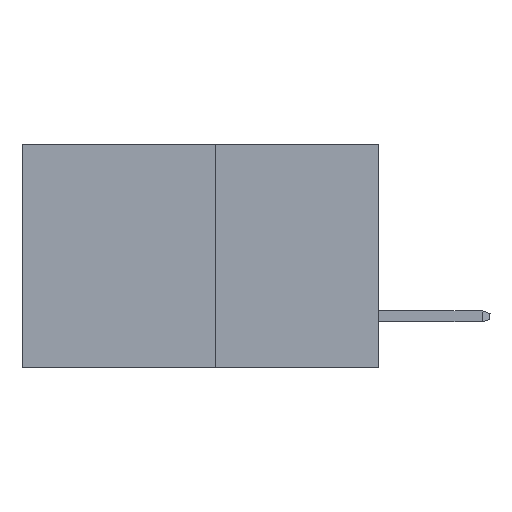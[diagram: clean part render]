
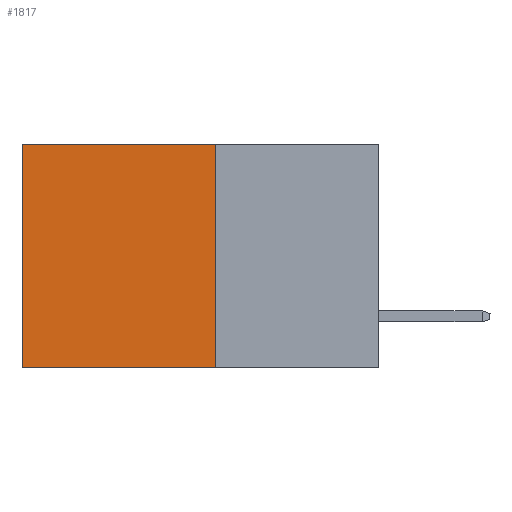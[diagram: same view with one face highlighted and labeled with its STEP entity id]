
A CAD part, left-side view. The second image highlights one B-rep face of the part: STEP entity #1817.
In plain terms, the highlighted planar face has unit normal (-1, 0, 0).
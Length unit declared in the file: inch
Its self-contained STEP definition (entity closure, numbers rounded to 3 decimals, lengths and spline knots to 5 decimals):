
#70 = DIRECTION ( 'NONE',  ( 0., 0., -1. ) ) ;
#212 = DIRECTION ( 'NONE',  ( 1., 0., 0. ) ) ;
#688 = VERTEX_POINT ( 'NONE', #2301 ) ;
#745 = CARTESIAN_POINT ( 'NONE',  ( 0.277, 0.27, -0.37 ) ) ;
#833 = CARTESIAN_POINT ( 'NONE',  ( 0.277, 0.59, -0.37 ) ) ;
#1052 = DIRECTION ( 'NONE',  ( 0., 0., -1. ) ) ;
#1454 = EDGE_CURVE ( 'NONE', #4286, #688, #1628, .T. ) ;
#1587 = DIRECTION ( 'NONE',  ( 0., 1., 0. ) ) ;
#1628 = LINE ( 'NONE', #7623, #6218 ) ;
#1817 = ADVANCED_FACE ( 'NONE', ( #2013 ), #4217, .F. ) ;
#1915 = VERTEX_POINT ( 'NONE', #833 ) ;
#2013 = FACE_OUTER_BOUND ( 'NONE', #4877, .T. ) ;
#2047 = ORIENTED_EDGE ( 'NONE', *, *, #3825, .F. ) ;
#2301 = CARTESIAN_POINT ( 'NONE',  ( 0.277, 0.59, 0. ) ) ;
#2345 = LINE ( 'NONE', #6436, #5518 ) ;
#2690 = CARTESIAN_POINT ( 'NONE',  ( 0.277, 0.27, -0.37 ) ) ;
#2921 = LINE ( 'NONE', #745, #5915 ) ;
#3607 = VERTEX_POINT ( 'NONE', #4062 ) ;
#3785 = LINE ( 'NONE', #5762, #5369 ) ;
#3825 = EDGE_CURVE ( 'NONE', #4286, #3607, #2921, .T. ) ;
#4062 = CARTESIAN_POINT ( 'NONE',  ( 0.277, 0.27, -0.37 ) ) ;
#4217 = PLANE ( 'NONE',  #5137 ) ;
#4222 = DIRECTION ( 'NONE',  ( 0., 1., 0. ) ) ;
#4286 = VERTEX_POINT ( 'NONE', #4391 ) ;
#4391 = CARTESIAN_POINT ( 'NONE',  ( 0.277, 0.27, 0. ) ) ;
#4527 = ORIENTED_EDGE ( 'NONE', *, *, #1454, .T. ) ;
#4877 = EDGE_LOOP ( 'NONE', ( #5679, #6131, #2047, #4527 ) ) ;
#4931 = EDGE_CURVE ( 'NONE', #3607, #1915, #2345, .T. ) ;
#5137 = AXIS2_PLACEMENT_3D ( 'NONE', #2690, #212, #70 ) ;
#5369 = VECTOR ( 'NONE', #1052, 39.37008 ) ;
#5518 = VECTOR ( 'NONE', #1587, 39.37008 ) ;
#5679 = ORIENTED_EDGE ( 'NONE', *, *, #7344, .T. ) ;
#5762 = CARTESIAN_POINT ( 'NONE',  ( 0.277, 0.59, -0.37 ) ) ;
#5915 = VECTOR ( 'NONE', #6897, 39.37008 ) ;
#6131 = ORIENTED_EDGE ( 'NONE', *, *, #4931, .F. ) ;
#6218 = VECTOR ( 'NONE', #4222, 39.37008 ) ;
#6436 = CARTESIAN_POINT ( 'NONE',  ( 0.277, 0.27, -0.37 ) ) ;
#6897 = DIRECTION ( 'NONE',  ( 0., 0., -1. ) ) ;
#7344 = EDGE_CURVE ( 'NONE', #688, #1915, #3785, .T. ) ;
#7623 = CARTESIAN_POINT ( 'NONE',  ( 0.277, 0.27, 0. ) ) ;
